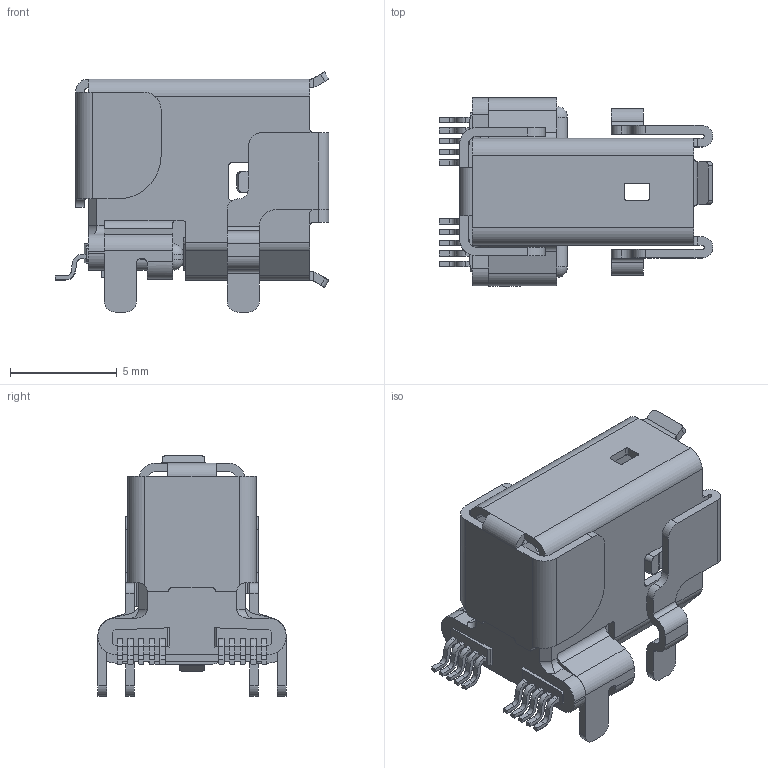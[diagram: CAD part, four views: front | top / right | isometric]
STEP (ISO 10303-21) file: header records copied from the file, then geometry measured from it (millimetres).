
FILE_DESCRIPTION(('Creo Elements/Direct Modeling STEP Export'),'2;1');
FILE_NAME('IX61G2-A-10P.stp','2024-01-13T 1:11:07',(''),(''),'Creo Elements/Direct Modeling STEP processor for AP214 (Solid Model)','Creo Elements/Direct Modeling 19.0F 14-Feb-2017 (C) Parametric Technology GmbH','');
FILE_SCHEMA(('AUTOMOTIVE_DESIGN { 1 0 10303 214 1 1 1 1 }'));
Length unit declared in the file: millimetre
Products named in the file (2): IX61G2-A-10P
Assembly tree (1 placements, depth 2):
  IX61G2-A-10P
    IX61G2-A-10P
Bounding box: 12.8 x 8.8 x 11.25 mm (x, y, z)
Volume: 372.3 mm3; surface area: 971.3 mm2
Topology: 1 solids, 1 shells, 587 faces, 1619 edges, 1034 vertices
Faces by surface type: plane 354, cylinder 197, cone 32, sphere 4
Entity records: 18547 total; most frequent: CARTESIAN_POINT 3420, ORIENTED_EDGE 3230, DIRECTION 3112, EDGE_CURVE 1615, VECTOR 1140, LINE 1140, VERTEX_POINT 1034, AXIS2_PLACEMENT_3D 986
